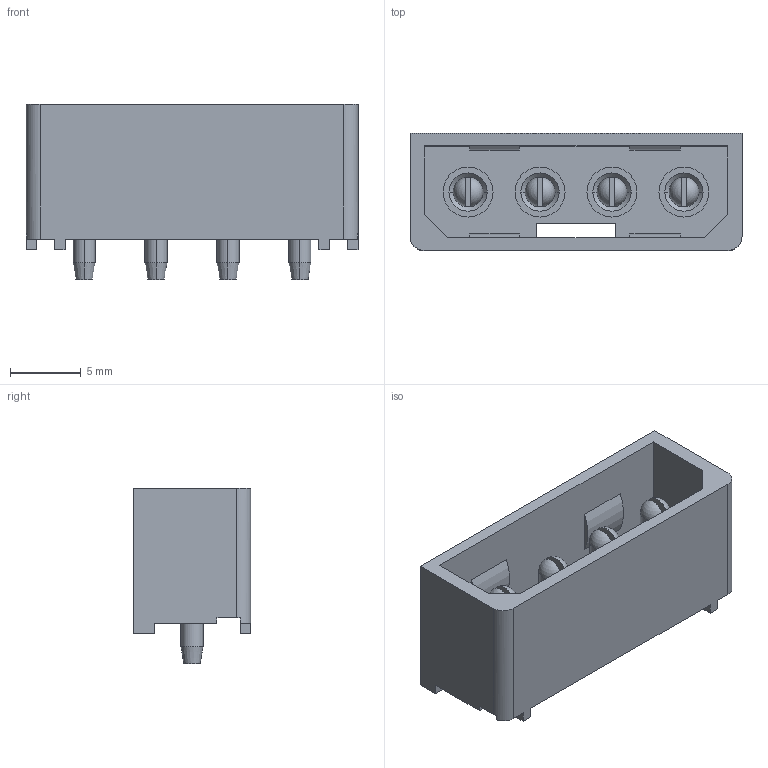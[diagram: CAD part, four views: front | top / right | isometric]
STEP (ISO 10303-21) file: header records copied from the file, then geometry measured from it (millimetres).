
FILE_DESCRIPTION((''),'2;1');
FILE_NAME('015244557','2008-07-08T',('gga'),(''),'PRO/ENGINEER BY PARAMETRIC TECHNOLOGY CORPORATION, 2003451','PRO/ENGINEER BY PARAMETRIC TECHNOLOGY CORPORATION, 2003451','');
FILE_SCHEMA(('CONFIG_CONTROL_DESIGN'));
Length unit declared in the file: millimetre
Products named in the file (1): 015244557
Bounding box: 23.44 x 8.28 x 12.39 mm (x, y, z)
Volume: 851.8 mm3; surface area: 1723.6 mm2
Topology: 1 solids, 1 shells, 116 faces, 314 edges, 228 vertices
Faces by surface type: plane 62, cylinder 30, cone 16, sphere 8
Entity records: 3699 total; most frequent: DIRECTION 666, CARTESIAN_POINT 627, ORIENTED_EDGE 588, EDGE_CURVE 294, AXIS2_PLACEMENT_3D 235, VECTOR 196, LINE 196, VERTEX_POINT 196
